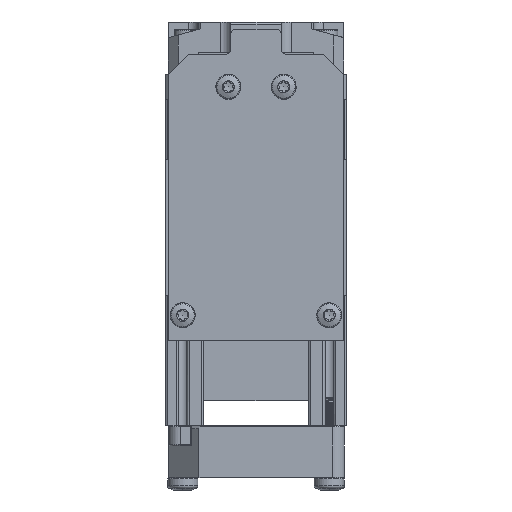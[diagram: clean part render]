
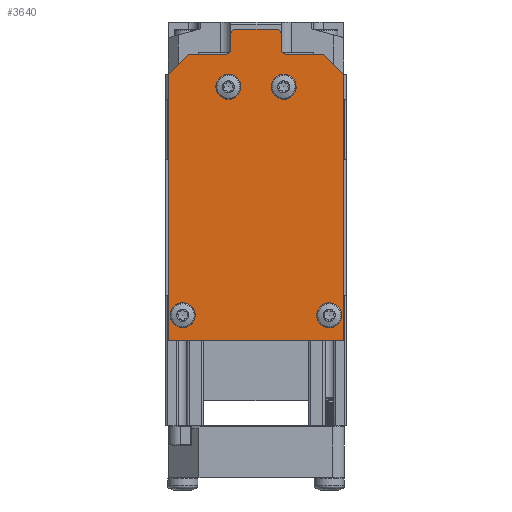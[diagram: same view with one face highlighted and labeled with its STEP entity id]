
A CAD part, front view. The second image highlights one B-rep face of the part: STEP entity #3640.
In plain terms, the highlighted planar face has unit normal (0, -1, 0).
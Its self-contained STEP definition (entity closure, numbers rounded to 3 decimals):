
#859=FACE_BOUND('',#7267,.T.);
#860=FACE_BOUND('',#7268,.T.);
#861=FACE_BOUND('',#7269,.T.);
#862=FACE_BOUND('',#7270,.T.);
#863=FACE_BOUND('',#7271,.T.);
#3640=ADVANCED_FACE('',(#859,#860,#861,#862,#863),#4845,.F.);
#4845=PLANE('',#30954);
#7267=EDGE_LOOP('',(#16170));
#7268=EDGE_LOOP('',(#16171));
#7269=EDGE_LOOP('',(#16172));
#7270=EDGE_LOOP('',(#16173));
#7271=EDGE_LOOP('',(#16174,#16175,#16176,#16177,#16178,#16179,#16180,#16181,
#16182,#16183,#16184,#16185,#16186,#16187));
#9385=LINE('',#46356,#11480);
#9389=LINE('',#46365,#11484);
#9394=LINE('',#46375,#11489);
#9395=LINE('',#46377,#11490);
#9398=LINE('',#46382,#11493);
#9400=LINE('',#46386,#11495);
#9404=LINE('',#46393,#11499);
#9405=LINE('',#46395,#11500);
#9407=LINE('',#46398,#11502);
#9409=LINE('',#46401,#11504);
#11480=VECTOR('',#35595,1.);
#11484=VECTOR('',#35601,1.);
#11489=VECTOR('',#35608,1.);
#11490=VECTOR('',#35611,1.);
#11493=VECTOR('',#35616,1.);
#11495=VECTOR('',#35620,1.);
#11499=VECTOR('',#35626,1.);
#11500=VECTOR('',#35629,1.);
#11502=VECTOR('',#35633,1.);
#11504=VECTOR('',#35637,1.);
#16170=ORIENTED_EDGE('',*,*,#25652,.T.);
#16171=ORIENTED_EDGE('',*,*,#25709,.T.);
#16172=ORIENTED_EDGE('',*,*,#25766,.T.);
#16173=ORIENTED_EDGE('',*,*,#25767,.T.);
#16174=ORIENTED_EDGE('',*,*,#26547,.F.);
#16175=ORIENTED_EDGE('',*,*,#26535,.T.);
#16176=ORIENTED_EDGE('',*,*,#26560,.F.);
#16177=ORIENTED_EDGE('',*,*,#26533,.T.);
#16178=ORIENTED_EDGE('',*,*,#26548,.F.);
#16179=ORIENTED_EDGE('',*,*,#26524,.T.);
#16180=ORIENTED_EDGE('',*,*,#26558,.F.);
#16181=ORIENTED_EDGE('',*,*,#26538,.T.);
#16182=ORIENTED_EDGE('',*,*,#26553,.F.);
#16183=ORIENTED_EDGE('',*,*,#26557,.F.);
#16184=ORIENTED_EDGE('',*,*,#26551,.F.);
#16185=ORIENTED_EDGE('',*,*,#26542,.T.);
#16186=ORIENTED_EDGE('',*,*,#26562,.F.);
#16187=ORIENTED_EDGE('',*,*,#26530,.T.);
#22319=VERTEX_POINT('',#43868);
#22359=VERTEX_POINT('',#44139);
#22399=VERTEX_POINT('',#44410);
#22400=VERTEX_POINT('',#44413);
#22930=VERTEX_POINT('',#46327);
#22931=VERTEX_POINT('',#46328);
#22936=VERTEX_POINT('',#46339);
#22937=VERTEX_POINT('',#46341);
#22938=VERTEX_POINT('',#46345);
#22939=VERTEX_POINT('',#46347);
#22940=VERTEX_POINT('',#46351);
#22941=VERTEX_POINT('',#46352);
#22942=VERTEX_POINT('',#46357);
#22943=VERTEX_POINT('',#46358);
#22946=VERTEX_POINT('',#46366);
#22947=VERTEX_POINT('',#46367);
#22951=VERTEX_POINT('',#46383);
#22952=VERTEX_POINT('',#46387);
#25652=EDGE_CURVE('',#22319,#22319,#29081,.T.);
#25709=EDGE_CURVE('',#22359,#22359,#29093,.T.);
#25766=EDGE_CURVE('',#22399,#22399,#29105,.T.);
#25767=EDGE_CURVE('',#22400,#22400,#29106,.T.);
#26524=EDGE_CURVE('',#22930,#22931,#29336,.T.);
#26530=EDGE_CURVE('',#22937,#22936,#29339,.T.);
#26533=EDGE_CURVE('',#22939,#22938,#29340,.T.);
#26535=EDGE_CURVE('',#22940,#22941,#29341,.T.);
#26538=EDGE_CURVE('',#22942,#22943,#9385,.T.);
#26542=EDGE_CURVE('',#22946,#22947,#9389,.T.);
#26547=EDGE_CURVE('',#22940,#22936,#9394,.T.);
#26548=EDGE_CURVE('',#22930,#22938,#9395,.T.);
#26551=EDGE_CURVE('',#22946,#22951,#9398,.T.);
#26553=EDGE_CURVE('',#22952,#22943,#9400,.T.);
#26557=EDGE_CURVE('',#22951,#22952,#9404,.T.);
#26558=EDGE_CURVE('',#22942,#22931,#9405,.T.);
#26560=EDGE_CURVE('',#22939,#22941,#9407,.T.);
#26562=EDGE_CURVE('',#22937,#22947,#9409,.T.);
#29081=CIRCLE('',#30292,2.5);
#29093=CIRCLE('',#30327,2.5);
#29105=CIRCLE('',#30362,2.5);
#29106=CIRCLE('',#30364,2.5);
#29336=CIRCLE('',#30934,1.);
#29339=CIRCLE('',#30938,1.);
#29340=CIRCLE('',#30940,1.);
#29341=CIRCLE('',#30942,1.);
#30292=AXIS2_PLACEMENT_3D('',#43867,#33821,#33822);
#30327=AXIS2_PLACEMENT_3D('',#44138,#33903,#33904);
#30362=AXIS2_PLACEMENT_3D('',#44409,#33985,#33986);
#30364=AXIS2_PLACEMENT_3D('',#44412,#33989,#33990);
#30934=AXIS2_PLACEMENT_3D('',#46326,#35567,#35568);
#30938=AXIS2_PLACEMENT_3D('',#46340,#35578,#35579);
#30940=AXIS2_PLACEMENT_3D('',#46346,#35584,#35585);
#30942=AXIS2_PLACEMENT_3D('',#46350,#35589,#35590);
#30954=AXIS2_PLACEMENT_3D('',#46403,#35640,#35641);
#33821=DIRECTION('',(0.,1.,0.));
#33822=DIRECTION('',(-0.547,0.,0.837));
#33903=DIRECTION('',(0.,1.,0.));
#33904=DIRECTION('',(-0.547,0.,0.837));
#33985=DIRECTION('',(0.,1.,0.));
#33986=DIRECTION('',(-0.547,0.,0.837));
#33989=DIRECTION('',(0.,1.,0.));
#33990=DIRECTION('',(-0.547,0.,0.837));
#35567=DIRECTION('',(0.,1.,0.));
#35568=DIRECTION('',(0.,0.,-1.));
#35578=DIRECTION('',(0.,1.,0.));
#35579=DIRECTION('',(0.,0.,-1.));
#35584=DIRECTION('',(0.,-1.,0.));
#35585=DIRECTION('',(0.,0.,-1.));
#35589=DIRECTION('',(0.,-1.,0.));
#35590=DIRECTION('',(0.,0.,-1.));
#35595=DIRECTION('',(-0.707,0.,-0.707));
#35601=DIRECTION('',(-0.707,0.,0.707));
#35608=DIRECTION('',(0.,0.,-1.));
#35611=DIRECTION('',(0.,0.,1.));
#35616=DIRECTION('',(0.,0.,-1.));
#35620=DIRECTION('',(0.,0.,1.));
#35626=DIRECTION('',(-1.,0.,0.));
#35629=DIRECTION('',(1.,0.,0.));
#35633=DIRECTION('',(1.,0.,0.));
#35637=DIRECTION('',(1.,0.,0.));
#35640=DIRECTION('',(0.,1.,0.));
#35641=DIRECTION('',(0.,0.,-1.));
#43867=CARTESIAN_POINT('',(14.6,2.1,-31.485));
#43868=CARTESIAN_POINT('',(13.233,2.1,-29.392));
#44138=CARTESIAN_POINT('',(-14.6,2.1,-31.485));
#44139=CARTESIAN_POINT('',(-15.967,2.1,-29.392));
#44409=CARTESIAN_POINT('',(5.5,2.1,14.015));
#44410=CARTESIAN_POINT('',(4.133,2.1,16.108));
#44412=CARTESIAN_POINT('',(-5.5,2.1,14.015));
#44413=CARTESIAN_POINT('',(-6.867,2.1,16.108));
#46326=CARTESIAN_POINT('',(-6.,2.1,21.515));
#46327=CARTESIAN_POINT('',(-5.,2.1,21.515));
#46328=CARTESIAN_POINT('',(-6.,2.1,20.515));
#46339=CARTESIAN_POINT('',(5.,2.1,21.515));
#46340=CARTESIAN_POINT('',(6.,2.1,21.515));
#46341=CARTESIAN_POINT('',(6.,2.1,20.515));
#46345=CARTESIAN_POINT('',(-5.,2.1,24.515));
#46346=CARTESIAN_POINT('',(-4.,2.1,24.515));
#46347=CARTESIAN_POINT('',(-4.,2.1,25.515));
#46350=CARTESIAN_POINT('',(4.,2.1,24.515));
#46351=CARTESIAN_POINT('',(5.,2.1,24.515));
#46352=CARTESIAN_POINT('',(4.,2.1,25.515));
#46356=CARTESIAN_POINT('',(-17.5,2.1,16.515));
#46357=CARTESIAN_POINT('',(-13.5,2.1,20.515));
#46358=CARTESIAN_POINT('',(-17.5,2.1,16.515));
#46365=CARTESIAN_POINT('',(13.5,2.1,20.515));
#46366=CARTESIAN_POINT('',(17.5,2.1,16.515));
#46367=CARTESIAN_POINT('',(13.5,2.1,20.515));
#46375=CARTESIAN_POINT('',(5.,2.1,-11.485));
#46377=CARTESIAN_POINT('',(-5.,2.1,-11.485));
#46382=CARTESIAN_POINT('',(17.5,2.1,13.515));
#46383=CARTESIAN_POINT('',(17.5,2.1,-36.485));
#46386=CARTESIAN_POINT('',(-17.5,2.1,-36.485));
#46387=CARTESIAN_POINT('',(-17.5,2.1,-36.485));
#46393=CARTESIAN_POINT('',(17.5,2.1,-36.485));
#46395=CARTESIAN_POINT('',(0.,2.1,20.515));
#46398=CARTESIAN_POINT('',(0.,2.1,25.515));
#46401=CARTESIAN_POINT('',(0.,2.1,20.515));
#46403=CARTESIAN_POINT('',(0.,2.1,-11.485));
